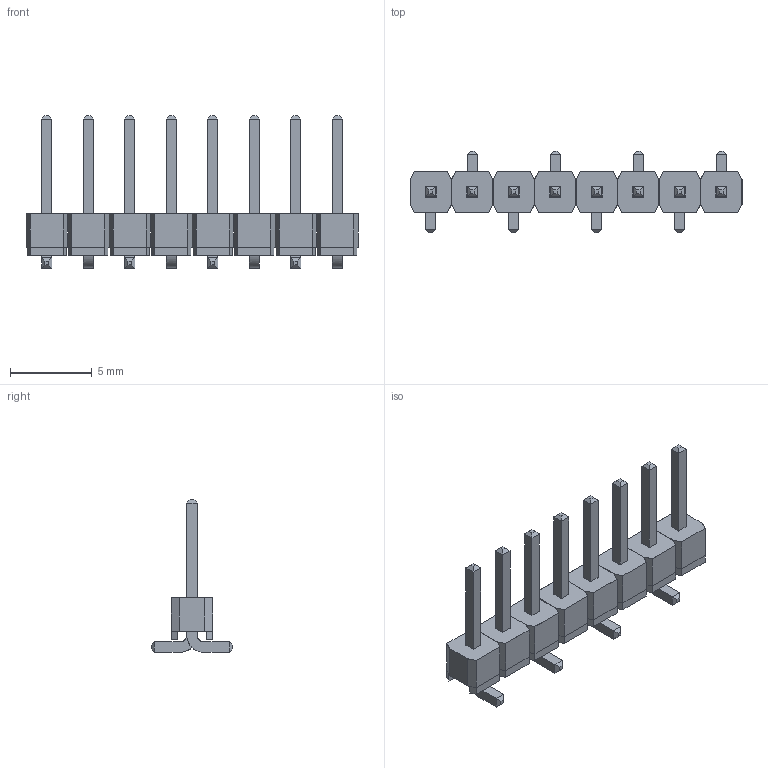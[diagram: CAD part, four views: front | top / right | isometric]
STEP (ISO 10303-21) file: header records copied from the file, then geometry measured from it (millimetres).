
FILE_DESCRIPTION(/* description */ (''),/* implementation_level */ '2;1');
FILE_NAME(/* name */ 'WURTH6~2',/* time_stamp */ '2018-03-08T09:35:07+03:00',/* author */ (''),/* organization */ (''),/* preprocessor_version */ 'ST-DEVELOPER v15',/* originating_system */ '',/* authorisation */ '');
FILE_SCHEMA (('AUTOMOTIVE_DESIGN'));
Length unit declared in the file: millimetre
Products named in the file (1): Document
Bounding box: 20.32 x 5 x 9.33 mm (x, y, z)
Surface area: 573.3 mm2 (no closed solid volume)
Topology: 0 solids, 288 shells, 288 faces, 1408 edges, 1408 vertices
Faces by surface type: plane 272, bspline 16
Entity records: 15321 total; most frequent: CARTESIAN_POINT 4850, ORIENTED_EDGE 1408, EDGE_CURVE 1408, VERTEX_POINT 1408, B_SPLINE_CURVE_WITH_KNOTS 1344, EDGE_LOOP 304, COLOUR_RGB 288, FILL_AREA_STYLE_COLOUR 288
